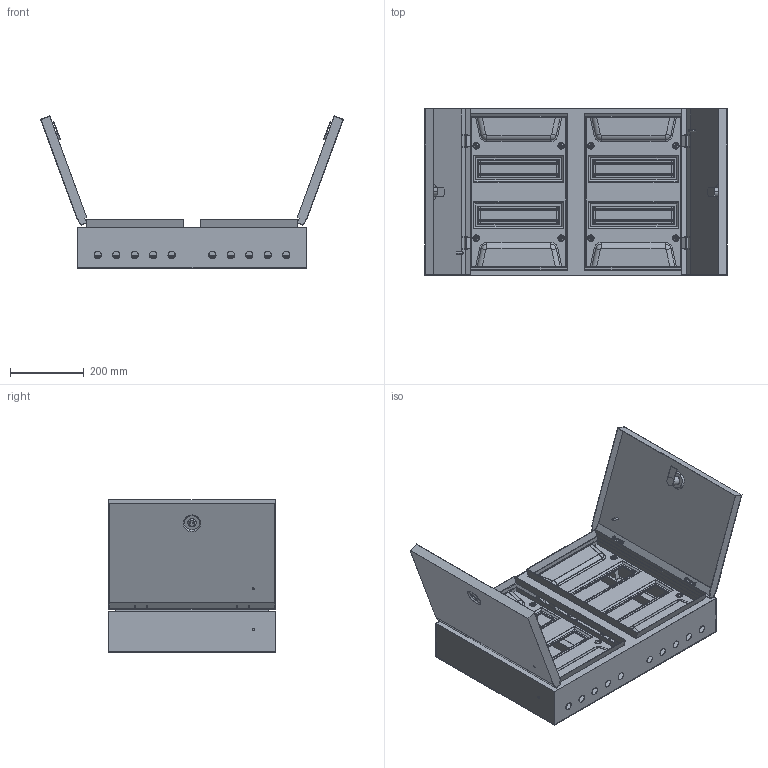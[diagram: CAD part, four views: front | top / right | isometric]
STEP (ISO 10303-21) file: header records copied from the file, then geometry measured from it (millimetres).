
FILE_DESCRIPTION (( 'STEP AP214' ), '1' );
FILE_NAME ('ShRN_2x24_PRO_IP54.STEP', '2016-09-23T09:41:03', ( 'user' ), ( '' ), 'SwSTEP 2.0', 'SolidWorks 2014', '' );
FILE_SCHEMA (( 'AUTOMOTIVE_DESIGN' ));
Length unit declared in the file: millimetre
Products named in the file (11): SC GOST 17473_gost_‚¨­â A.M5x10 ƒŽ‘’ 17473-80; DIN-Reika_18 ｢箘ｬ箘｢; Stoika Shin_‘â®©ª  ¤«ï è¨­; Dver_PRO_54_2å24 ¯à ¢; Panel_ShRN-24; Panel_24; ShRN_2x24_PRO_IP54; Stoika pan; Support; Klipsa; Obolochka_SHRN_PRO_54_2å24
Assembly tree (46 placements, depth 3):
  ShRN_2x24_PRO_IP54
    Obolochka_SHRN_PRO_54_2å24
    Dver_PRO_54_2å24 ¯à ¢  x2
    DIN-Reika_18 ｢箘ｬ箘｢  x4
    Panel_24  x2
      Panel_ShRN-24
      Klipsa
      Stoika pan
    SC GOST 17473_gost_‚¨­â A.M5x10 ƒŽ‘’ 17473-80  x12
    Stoika Shin_‘â®©ª  ¤«ï è¨­  x8
    Support  x8
Bounding box: 819.22 x 454 x 411.75 mm (x, y, z)
Volume: 1817177.4 mm3; surface area: 3026911 mm2
Topology: 53 solids, 53 shells, 3668 faces, 9524 edges, 6012 vertices
Faces by surface type: plane 2108, cylinder 812, bspline 320, torus 176, cone 148, sphere 104
Entity records: 26259 total; most frequent: CARTESIAN_POINT 5689, DIRECTION 4158, ORIENTED_EDGE 4138, EDGE_CURVE 2069, AXIS2_PLACEMENT_3D 1424, VERTEX_POINT 1329, LINE 1310, VECTOR 1310
